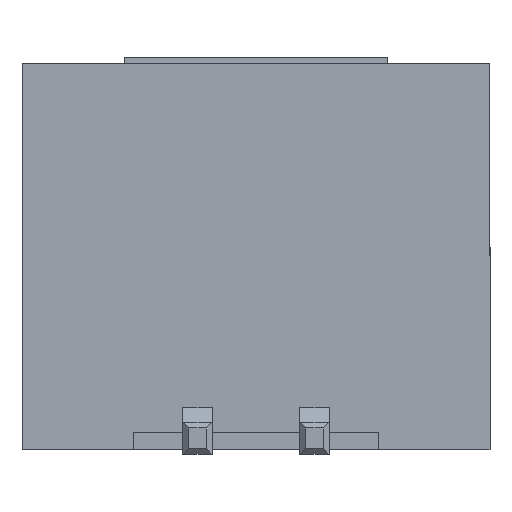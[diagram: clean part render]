
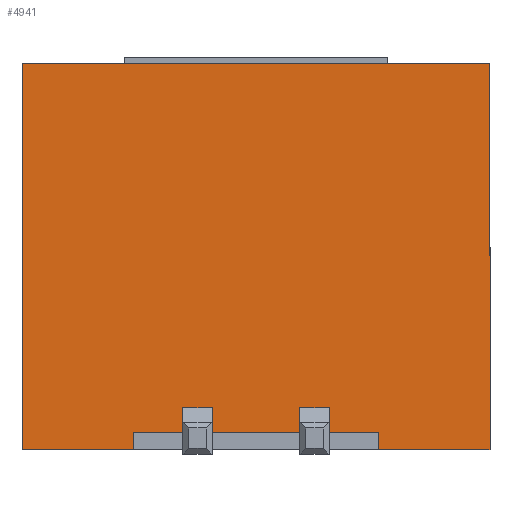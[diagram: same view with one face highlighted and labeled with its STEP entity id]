
A CAD part, front view. The second image highlights one B-rep face of the part: STEP entity #4941.
In plain terms, the highlighted face is planar.
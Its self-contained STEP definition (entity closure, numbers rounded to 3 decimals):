
#555=ORIENTED_EDGE('',*,*,#1408,.T.);
#556=ORIENTED_EDGE('',*,*,#1409,.T.);
#557=ORIENTED_EDGE('',*,*,#1410,.T.);
#558=ORIENTED_EDGE('',*,*,#1411,.T.);
#559=ORIENTED_EDGE('',*,*,#1412,.T.);
#560=ORIENTED_EDGE('',*,*,#1413,.T.);
#561=ORIENTED_EDGE('',*,*,#1414,.T.);
#562=ORIENTED_EDGE('',*,*,#1415,.T.);
#563=ORIENTED_EDGE('',*,*,#1407,.T.);
#564=ORIENTED_EDGE('',*,*,#1269,.T.);
#565=ORIENTED_EDGE('',*,*,#1401,.T.);
#566=ORIENTED_EDGE('',*,*,#1389,.F.);
#567=ORIENTED_EDGE('',*,*,#1380,.F.);
#568=ORIENTED_EDGE('',*,*,#1365,.T.);
#569=ORIENTED_EDGE('',*,*,#1402,.T.);
#570=ORIENTED_EDGE('',*,*,#1256,.F.);
#1256=EDGE_CURVE('',#1749,#1748,#2123,.T.);
#1269=EDGE_CURVE('',#1758,#1757,#2136,.T.);
#1365=EDGE_CURVE('',#1823,#1822,#2232,.T.);
#1380=EDGE_CURVE('',#1823,#1829,#2247,.T.);
#1389=EDGE_CURVE('',#1829,#1834,#2256,.T.);
#1401=EDGE_CURVE('',#1757,#1834,#2268,.T.);
#1402=EDGE_CURVE('',#1822,#1748,#2269,.T.);
#1407=EDGE_CURVE('',#1839,#1758,#2274,.T.);
#1408=EDGE_CURVE('',#1749,#1840,#2275,.T.);
#1409=EDGE_CURVE('',#1840,#1841,#2276,.T.);
#1410=EDGE_CURVE('',#1841,#1842,#2277,.T.);
#1411=EDGE_CURVE('',#1842,#1843,#2278,.T.);
#1412=EDGE_CURVE('',#1843,#1844,#2279,.T.);
#1413=EDGE_CURVE('',#1844,#1845,#2280,.T.);
#1414=EDGE_CURVE('',#1845,#1846,#2281,.T.);
#1415=EDGE_CURVE('',#1846,#1839,#2282,.T.);
#1748=VERTEX_POINT('',#6474);
#1749=VERTEX_POINT('',#6476);
#1757=VERTEX_POINT('',#6502);
#1758=VERTEX_POINT('',#6504);
#1822=VERTEX_POINT('',#6690);
#1823=VERTEX_POINT('',#6692);
#1829=VERTEX_POINT('',#6718);
#1834=VERTEX_POINT('',#6734);
#1839=VERTEX_POINT('',#6763);
#1840=VERTEX_POINT('',#6768);
#1841=VERTEX_POINT('',#6770);
#1842=VERTEX_POINT('',#6772);
#1843=VERTEX_POINT('',#6774);
#1844=VERTEX_POINT('',#6776);
#1845=VERTEX_POINT('',#6778);
#1846=VERTEX_POINT('',#6780);
#2123=LINE('',#6477,#2640);
#2136=LINE('',#6503,#2653);
#2232=LINE('',#6691,#2749);
#2247=LINE('',#6717,#2764);
#2256=LINE('',#6733,#2773);
#2268=LINE('',#6755,#2785);
#2269=LINE('',#6756,#2786);
#2274=LINE('',#6764,#2791);
#2275=LINE('',#6767,#2792);
#2276=LINE('',#6769,#2793);
#2277=LINE('',#6771,#2794);
#2278=LINE('',#6773,#2795);
#2279=LINE('',#6775,#2796);
#2280=LINE('',#6777,#2797);
#2281=LINE('',#6779,#2798);
#2282=LINE('',#6781,#2799);
#2640=VECTOR('',#5484,1000.);
#2653=VECTOR('',#5507,1000.);
#2749=VECTOR('',#5657,1000.);
#2764=VECTOR('',#5682,1000.);
#2773=VECTOR('',#5695,1000.);
#2785=VECTOR('',#5717,1000.);
#2786=VECTOR('',#5718,1000.);
#2791=VECTOR('',#5727,1000.);
#2792=VECTOR('',#5732,1000.);
#2793=VECTOR('',#5733,1000.);
#2794=VECTOR('',#5734,1000.);
#2795=VECTOR('',#5735,1000.);
#2796=VECTOR('',#5736,1000.);
#2797=VECTOR('',#5737,1000.);
#2798=VECTOR('',#5738,1000.);
#2799=VECTOR('',#5739,1000.);
#3092=EDGE_LOOP('',(#555,#556,#557,#558,#559,#560,#561,#562,#563,#564,#565,
#566,#567,#568,#569,#570));
#3279=FACE_BOUND('',#3092,.T.);
#3464=PLANE('',#5133);
#4941=ADVANCED_FACE('',(#3279),#3464,.T.);
#5133=AXIS2_PLACEMENT_3D('',#6766,#5730,#5731);
#5484=DIRECTION('',(0.,0.,-1.));
#5507=DIRECTION('',(0.,0.,-1.));
#5657=DIRECTION('',(0.,0.,-1.));
#5682=DIRECTION('',(-1.,0.,0.));
#5695=DIRECTION('',(0.,0.,-1.));
#5717=DIRECTION('',(-1.,0.,0.));
#5718=DIRECTION('',(-1.,0.,0.));
#5727=DIRECTION('',(-1.,0.,0.));
#5730=DIRECTION('',(0.,1.,0.));
#5731=DIRECTION('',(0.,0.,1.));
#5732=DIRECTION('',(-1.,0.,0.));
#5733=DIRECTION('',(0.,0.,1.));
#5734=DIRECTION('',(-1.,0.,0.));
#5735=DIRECTION('',(0.,0.,-1.));
#5736=DIRECTION('',(-1.,0.,0.));
#5737=DIRECTION('',(0.,0.,1.));
#5738=DIRECTION('',(-1.,0.,0.));
#5739=DIRECTION('',(0.,0.,-1.));
#6474=CARTESIAN_POINT('',(2.1,2.5,-3.3));
#6476=CARTESIAN_POINT('',(2.1,2.5,-3.));
#6477=CARTESIAN_POINT('',(2.1,2.5,-3.));
#6502=CARTESIAN_POINT('',(-2.1,2.5,-3.3));
#6503=CARTESIAN_POINT('',(-2.1,2.5,-3.));
#6504=CARTESIAN_POINT('',(-2.1,2.5,-3.));
#6690=CARTESIAN_POINT('',(4.,2.5,-3.3));
#6691=CARTESIAN_POINT('',(4.,2.5,3.3));
#6692=CARTESIAN_POINT('',(4.,2.5,3.3));
#6717=CARTESIAN_POINT('',(4.,2.5,3.3));
#6718=CARTESIAN_POINT('',(-4.,2.5,3.3));
#6733=CARTESIAN_POINT('',(-4.,2.5,3.3));
#6734=CARTESIAN_POINT('',(-4.,2.5,-3.3));
#6755=CARTESIAN_POINT('',(4.,2.5,-3.3));
#6756=CARTESIAN_POINT('',(4.,2.5,-3.3));
#6763=CARTESIAN_POINT('',(-1.25,2.5,-3.));
#6764=CARTESIAN_POINT('',(2.1,2.5,-3.));
#6766=CARTESIAN_POINT('',(4.,2.5,3.3));
#6767=CARTESIAN_POINT('',(2.1,2.5,-3.));
#6768=CARTESIAN_POINT('',(1.25,2.5,-3.));
#6769=CARTESIAN_POINT('',(1.25,2.5,-3.));
#6770=CARTESIAN_POINT('',(1.25,2.5,-2.58));
#6771=CARTESIAN_POINT('',(1.25,2.5,-2.58));
#6772=CARTESIAN_POINT('',(0.75,2.5,-2.58));
#6773=CARTESIAN_POINT('',(0.75,2.5,-2.58));
#6774=CARTESIAN_POINT('',(0.75,2.5,-3.));
#6775=CARTESIAN_POINT('',(2.1,2.5,-3.));
#6776=CARTESIAN_POINT('',(-0.75,2.5,-3.));
#6777=CARTESIAN_POINT('',(-0.75,2.5,-3.));
#6778=CARTESIAN_POINT('',(-0.75,2.5,-2.58));
#6779=CARTESIAN_POINT('',(-0.75,2.5,-2.58));
#6780=CARTESIAN_POINT('',(-1.25,2.5,-2.58));
#6781=CARTESIAN_POINT('',(-1.25,2.5,-2.58));
